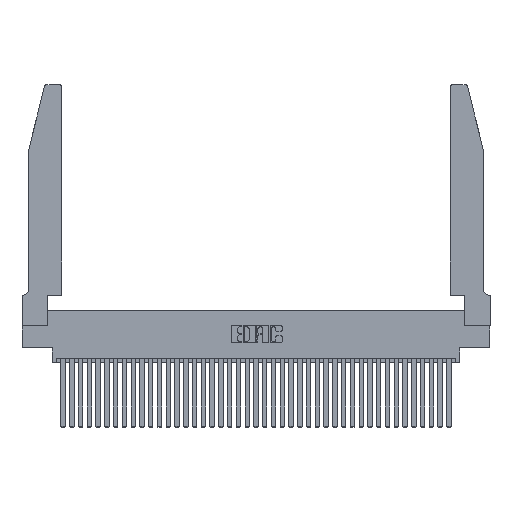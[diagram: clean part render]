
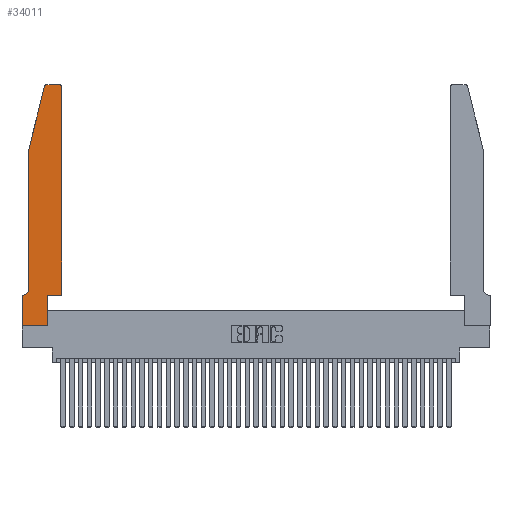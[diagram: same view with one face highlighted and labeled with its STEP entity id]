
A CAD part, top view. The second image highlights one B-rep face of the part: STEP entity #34011.
In plain terms, the highlighted planar face has unit normal (0, 0, 1).
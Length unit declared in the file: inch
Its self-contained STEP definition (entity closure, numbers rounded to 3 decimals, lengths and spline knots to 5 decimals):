
#130 = CARTESIAN_POINT ( 'NONE',  ( 0.25487, 2.72718, 0.37 ) ) ;
#565 = LINE ( 'NONE', #21806, #33204 ) ;
#900 = LINE ( 'NONE', #35060, #24610 ) ;
#1847 = LINE ( 'NONE', #6072, #17449 ) ;
#2352 = CARTESIAN_POINT ( 'NONE',  ( 0.2605, 2.75, 0.37 ) ) ;
#3036 = VECTOR ( 'NONE', #26497, 39.37008 ) ;
#3304 = DIRECTION ( 'NONE',  ( 1., 0., 0. ) ) ;
#3546 = DIRECTION ( 'NONE',  ( -0.239, -0.971, 0. ) ) ;
#4576 = CARTESIAN_POINT ( 'NONE',  ( 0.4205, 2.75, 0.37 ) ) ;
#5770 = CARTESIAN_POINT ( 'NONE',  ( 0.2865, 0.35, 0.37 ) ) ;
#6072 = CARTESIAN_POINT ( 'NONE',  ( 0., 0., 0.37 ) ) ;
#6201 = EDGE_LOOP ( 'NONE', ( #39087, #24075, #32995, #37223, #9708, #20805, #13609, #9227, #25507, #39131, #9754, #27878 ) ) ;
#6551 = CIRCLE ( 'NONE', #14193, 0.03 ) ;
#7455 = VERTEX_POINT ( 'NONE', #14880 ) ;
#7861 = CARTESIAN_POINT ( 'NONE',  ( 0.0755, 0.35, 0.37 ) ) ;
#8782 = VERTEX_POINT ( 'NONE', #24506 ) ;
#9227 = ORIENTED_EDGE ( 'NONE', *, *, #22173, .T. ) ;
#9523 = EDGE_CURVE ( 'NONE', #34112, #10775, #565, .T. ) ;
#9708 = ORIENTED_EDGE ( 'NONE', *, *, #20734, .T. ) ;
#9754 = ORIENTED_EDGE ( 'NONE', *, *, #12695, .T. ) ;
#9844 = CARTESIAN_POINT ( 'NONE',  ( 0.4205, 2.72, 0.37 ) ) ;
#10521 = CARTESIAN_POINT ( 'NONE',  ( 0.2865, 0., 0.37 ) ) ;
#10587 = DIRECTION ( 'NONE',  ( 0., 0., -1. ) ) ;
#10775 = VERTEX_POINT ( 'NONE', #21840 ) ;
#11163 = CARTESIAN_POINT ( 'NONE',  ( 0., 0., 0.37 ) ) ;
#11597 = LINE ( 'NONE', #35233, #12563 ) ;
#12563 = VECTOR ( 'NONE', #17196, 39.37008 ) ;
#12695 = EDGE_CURVE ( 'NONE', #10775, #7455, #33189, .T. ) ;
#12971 = DIRECTION ( 'NONE',  ( 1., 0., 0. ) ) ;
#13278 = EDGE_CURVE ( 'NONE', #24930, #19821, #1847, .T. ) ;
#13442 = DIRECTION ( 'NONE',  ( 0., 0., 1. ) ) ;
#13609 = ORIENTED_EDGE ( 'NONE', *, *, #13278, .T. ) ;
#13808 = DIRECTION ( 'NONE',  ( 0., 1., 0. ) ) ;
#13952 = VERTEX_POINT ( 'NONE', #4576 ) ;
#14193 = AXIS2_PLACEMENT_3D ( 'NONE', #31600, #13442, #34596 ) ;
#14880 = CARTESIAN_POINT ( 'NONE',  ( 0.4505, 2.72, 0.37 ) ) ;
#15546 = LINE ( 'NONE', #25047, #16523 ) ;
#16308 = VERTEX_POINT ( 'NONE', #29295 ) ;
#16523 = VECTOR ( 'NONE', #3546, 39.37008 ) ;
#17196 = DIRECTION ( 'NONE',  ( 0., 1., 0. ) ) ;
#17449 = VECTOR ( 'NONE', #39510, 39.37008 ) ;
#17702 = DIRECTION ( 'NONE',  ( 0., 0., 1. ) ) ;
#18284 = EDGE_CURVE ( 'NONE', #13952, #8782, #27775, .T. ) ;
#19821 = VERTEX_POINT ( 'NONE', #33211 ) ;
#19924 = CARTESIAN_POINT ( 'NONE',  ( 0., 0.35, 0.37 ) ) ;
#20026 = VERTEX_POINT ( 'NONE', #37269 ) ;
#20360 = AXIS2_PLACEMENT_3D ( 'NONE', #28819, #10587, #31851 ) ;
#20679 = EDGE_CURVE ( 'NONE', #8782, #26068, #6551, .T. ) ;
#20734 = EDGE_CURVE ( 'NONE', #16308, #20026, #36025, .T. ) ;
#20805 = ORIENTED_EDGE ( 'NONE', *, *, #26377, .T. ) ;
#21221 = AXIS2_PLACEMENT_3D ( 'NONE', #9844, #31132, #12971 ) ;
#21806 = CARTESIAN_POINT ( 'NONE',  ( 0.4505, 0.35, 0.37 ) ) ;
#21840 = CARTESIAN_POINT ( 'NONE',  ( 0.4505, 0.35, 0.37 ) ) ;
#22173 = EDGE_CURVE ( 'NONE', #19821, #35879, #29422, .T. ) ;
#23049 = VECTOR ( 'NONE', #35123, 39.37008 ) ;
#24075 = ORIENTED_EDGE ( 'NONE', *, *, #20679, .T. ) ;
#24317 = EDGE_CURVE ( 'NONE', #34661, #16308, #900, .T. ) ;
#24506 = CARTESIAN_POINT ( 'NONE',  ( 0.284, 2.75, 0.37 ) ) ;
#24610 = VECTOR ( 'NONE', #38069, 39.37008 ) ;
#24930 = VERTEX_POINT ( 'NONE', #19924 ) ;
#25047 = CARTESIAN_POINT ( 'NONE',  ( 0.0755, 2., 0.37 ) ) ;
#25423 = EDGE_CURVE ( 'NONE', #7455, #13952, #25925, .T. ) ;
#25472 = FACE_OUTER_BOUND ( 'NONE', #6201, .T. ) ;
#25507 = ORIENTED_EDGE ( 'NONE', *, *, #35286, .T. ) ;
#25925 = CIRCLE ( 'NONE', #21221, 0.03 ) ;
#26068 = VERTEX_POINT ( 'NONE', #130 ) ;
#26377 = EDGE_CURVE ( 'NONE', #20026, #24930, #38053, .T. ) ;
#26489 = CARTESIAN_POINT ( 'NONE',  ( 0.0755, 2., 0.37 ) ) ;
#26497 = DIRECTION ( 'NONE',  ( 1., 0., 0. ) ) ;
#26662 = PLANE ( 'NONE',  #27212 ) ;
#27212 = AXIS2_PLACEMENT_3D ( 'NONE', #35704, #17702, #38720 ) ;
#27775 = LINE ( 'NONE', #2352, #35766 ) ;
#27878 = ORIENTED_EDGE ( 'NONE', *, *, #25423, .T. ) ;
#28819 = CARTESIAN_POINT ( 'NONE',  ( 0.0055, 0.42, 0.37 ) ) ;
#29295 = CARTESIAN_POINT ( 'NONE',  ( 0.0755, 0.42, 0.37 ) ) ;
#29422 = LINE ( 'NONE', #11163, #3036 ) ;
#31132 = DIRECTION ( 'NONE',  ( 0., 0., 1. ) ) ;
#31600 = CARTESIAN_POINT ( 'NONE',  ( 0.284, 2.72, 0.37 ) ) ;
#31851 = DIRECTION ( 'NONE',  ( -1., 0., 0. ) ) ;
#32069 = CARTESIAN_POINT ( 'NONE',  ( 0.4505, 0.35, 0.37 ) ) ;
#32995 = ORIENTED_EDGE ( 'NONE', *, *, #34315, .T. ) ;
#33189 = LINE ( 'NONE', #32069, #34127 ) ;
#33204 = VECTOR ( 'NONE', #3304, 39.37008 ) ;
#33211 = CARTESIAN_POINT ( 'NONE',  ( 0., 0., 0.37 ) ) ;
#34011 = ADVANCED_FACE ( 'NONE', ( #25472 ), #26662, .T. ) ;
#34112 = VERTEX_POINT ( 'NONE', #5770 ) ;
#34127 = VECTOR ( 'NONE', #13808, 39.37008 ) ;
#34315 = EDGE_CURVE ( 'NONE', #26068, #34661, #15546, .T. ) ;
#34596 = DIRECTION ( 'NONE',  ( 1., 0., 0. ) ) ;
#34661 = VERTEX_POINT ( 'NONE', #26489 ) ;
#35060 = CARTESIAN_POINT ( 'NONE',  ( 0.0755, 2., 0.37 ) ) ;
#35123 = DIRECTION ( 'NONE',  ( -1., 0., 0. ) ) ;
#35233 = CARTESIAN_POINT ( 'NONE',  ( 0.2865, 0.35, 0.37 ) ) ;
#35286 = EDGE_CURVE ( 'NONE', #35879, #34112, #11597, .T. ) ;
#35704 = CARTESIAN_POINT ( 'NONE',  ( 0., 0.35, 0.37 ) ) ;
#35766 = VECTOR ( 'NONE', #35881, 39.37008 ) ;
#35879 = VERTEX_POINT ( 'NONE', #10521 ) ;
#35881 = DIRECTION ( 'NONE',  ( -1., 0., 0. ) ) ;
#36025 = CIRCLE ( 'NONE', #20360, 0.07 ) ;
#37223 = ORIENTED_EDGE ( 'NONE', *, *, #24317, .T. ) ;
#37269 = CARTESIAN_POINT ( 'NONE',  ( 0.0055, 0.35, 0.37 ) ) ;
#38053 = LINE ( 'NONE', #7861, #23049 ) ;
#38069 = DIRECTION ( 'NONE',  ( 0., -1., 0. ) ) ;
#38720 = DIRECTION ( 'NONE',  ( 1., 0., 0. ) ) ;
#39087 = ORIENTED_EDGE ( 'NONE', *, *, #18284, .T. ) ;
#39131 = ORIENTED_EDGE ( 'NONE', *, *, #9523, .T. ) ;
#39510 = DIRECTION ( 'NONE',  ( 0., -1., 0. ) ) ;
